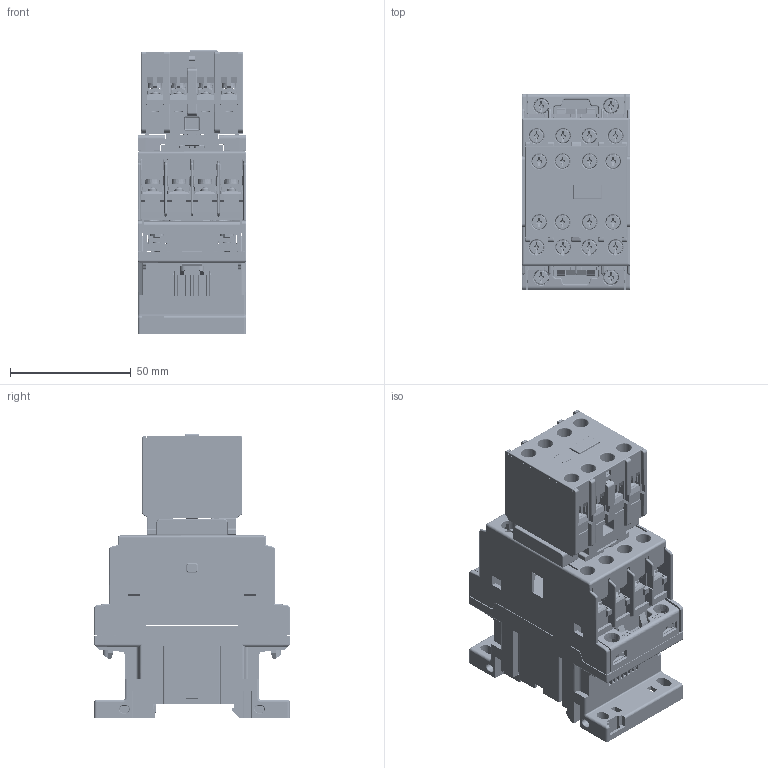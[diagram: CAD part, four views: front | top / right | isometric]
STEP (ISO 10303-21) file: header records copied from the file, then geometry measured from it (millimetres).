
FILE_DESCRIPTION(/* description */ (''),/* implementation_level */ '2;1');
FILE_NAME(/* name */ 'FILE_STP_CAD_DRAWING_3D_BFS09-25AC_prt.stp',/* time_stamp */ '2024-07-19T08:49:53+02:00',/* author */ (''),/* organization */ (''),/* preprocessor_version */ 'ST-DEVELOPER v16.7',/* originating_system */ 'SIEMENS PLM Software NX 12.0',/* authorisation */ '');
FILE_SCHEMA (('AUTOMOTIVE_DESIGN { 1 0 10303 214 3 1 1 1 }'));
Products named in the file (1): 3D_BFS09-25AC
Bounding box: 45 x 81 x 117.3 mm (x, y, z)
Surface area: 87154.3 mm2 (no closed solid volume)
Topology: 0 solids, 187 shells, 5807 faces, 22347 edges, 16315 vertices
Faces by surface type: plane 3218, cylinder 1891, bspline 233, torus 205, cone 135, sphere 124, extrusion 1
Full cylindrical faces by diameter (mm): 2 x1, 2.2 x8, 2.3 x8, 2.4 x4, 2.459 x4, 2.5 x4, 2.85 x9, 3 x18, 3.04 x8, 3.48 x8, 3.5 x4, 3.8 x4, 4.2 x3, 6.2 x16
Entity records: 242057 total; most frequent: CARTESIAN_POINT 56634, DIRECTION 38164, ORIENTED_EDGE 34615, EDGE_CURVE 21948, VERTEX_POINT 16240, VECTOR 14864, LINE 14863, AXIS2_PLACEMENT_3D 11650
